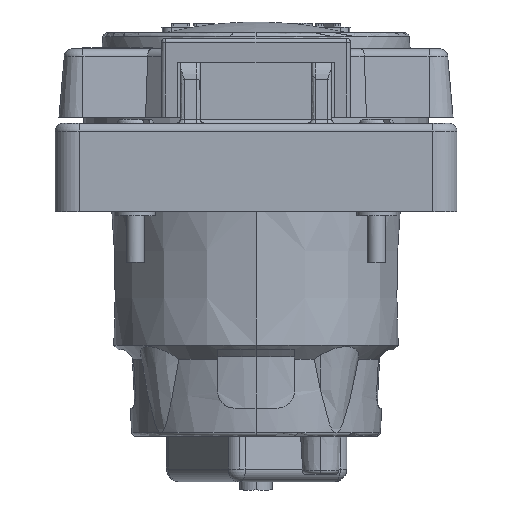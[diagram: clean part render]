
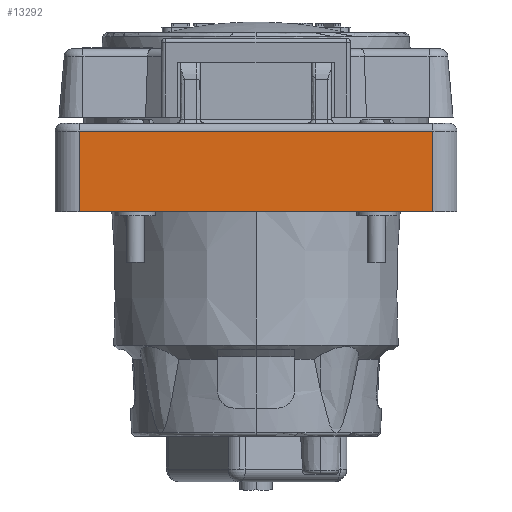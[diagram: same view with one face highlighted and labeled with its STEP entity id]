
A CAD part, front view. The second image highlights one B-rep face of the part: STEP entity #13292.
In plain terms, the highlighted planar face has unit normal (0, -1, 0).
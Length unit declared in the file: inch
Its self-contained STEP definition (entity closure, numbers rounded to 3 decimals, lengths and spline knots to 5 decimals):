
#349 = EDGE_CURVE ( 'NONE', #5369, #12186, #24600, .T. ) ;
#398 = VERTEX_POINT ( 'NONE', #19085 ) ;
#756 = CARTESIAN_POINT ( 'NONE',  ( 1.3755, -2.3125, -0.78517 ) ) ;
#903 = EDGE_CURVE ( 'NONE', #5369, #23816, #12625, .T. ) ;
#937 = ORIENTED_EDGE ( 'NONE', *, *, #1352, .T. ) ;
#1272 = PLANE ( 'NONE',  #13318 ) ;
#1352 = EDGE_CURVE ( 'NONE', #12186, #398, #4263, .T. ) ;
#1500 = CARTESIAN_POINT ( 'NONE',  ( -1.3755, -2.3125, -0.16017 ) ) ;
#2369 = DIRECTION ( 'NONE',  ( 1., 0., 0. ) ) ;
#2591 = CARTESIAN_POINT ( 'NONE',  ( 1.3755, -2.3125, -0.16017 ) ) ;
#2661 = LINE ( 'NONE', #756, #6385 ) ;
#3294 = CARTESIAN_POINT ( 'NONE',  ( 1.3755, -2.3125, -0.78517 ) ) ;
#3933 = ORIENTED_EDGE ( 'NONE', *, *, #349, .T. ) ;
#4263 = LINE ( 'NONE', #11954, #5957 ) ;
#5049 = ORIENTED_EDGE ( 'NONE', *, *, #903, .F. ) ;
#5369 = VERTEX_POINT ( 'NONE', #1500 ) ;
#5497 = DIRECTION ( 'NONE',  ( 0., 0., -1. ) ) ;
#5957 = VECTOR ( 'NONE', #2369, 39.37008 ) ;
#6385 = VECTOR ( 'NONE', #6569, 39.37008 ) ;
#6569 = DIRECTION ( 'NONE',  ( 0., 0., -1. ) ) ;
#8948 = DIRECTION ( 'NONE',  ( 0., -1., 0. ) ) ;
#10641 = EDGE_LOOP ( 'NONE', ( #18898, #5049, #3933, #937 ) ) ;
#11603 = VECTOR ( 'NONE', #5497, 39.37008 ) ;
#11954 = CARTESIAN_POINT ( 'NONE',  ( 1.3755, -2.3125, -0.78517 ) ) ;
#12186 = VERTEX_POINT ( 'NONE', #16126 ) ;
#12625 = LINE ( 'NONE', #20310, #16552 ) ;
#13292 = ADVANCED_FACE ( 'NONE', ( #18540 ), #1272, .T. ) ;
#13318 = AXIS2_PLACEMENT_3D ( 'NONE', #3294, #8948, #24306 ) ;
#15470 = EDGE_CURVE ( 'NONE', #23816, #398, #2661, .T. ) ;
#16126 = CARTESIAN_POINT ( 'NONE',  ( -1.3755, -2.3125, -0.78517 ) ) ;
#16552 = VECTOR ( 'NONE', #16635, 39.37008 ) ;
#16635 = DIRECTION ( 'NONE',  ( 1., 0., 0. ) ) ;
#18540 = FACE_OUTER_BOUND ( 'NONE', #10641, .T. ) ;
#18898 = ORIENTED_EDGE ( 'NONE', *, *, #15470, .F. ) ;
#19085 = CARTESIAN_POINT ( 'NONE',  ( 1.3755, -2.3125, -0.78517 ) ) ;
#20310 = CARTESIAN_POINT ( 'NONE',  ( 0., -2.3125, -0.16017 ) ) ;
#21354 = CARTESIAN_POINT ( 'NONE',  ( -1.3755, -2.3125, -0.78517 ) ) ;
#23816 = VERTEX_POINT ( 'NONE', #2591 ) ;
#24306 = DIRECTION ( 'NONE',  ( -1., 0., 0. ) ) ;
#24600 = LINE ( 'NONE', #21354, #11603 ) ;
